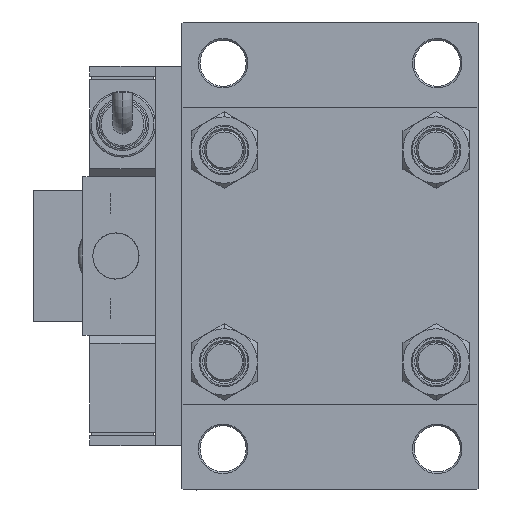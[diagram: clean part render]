
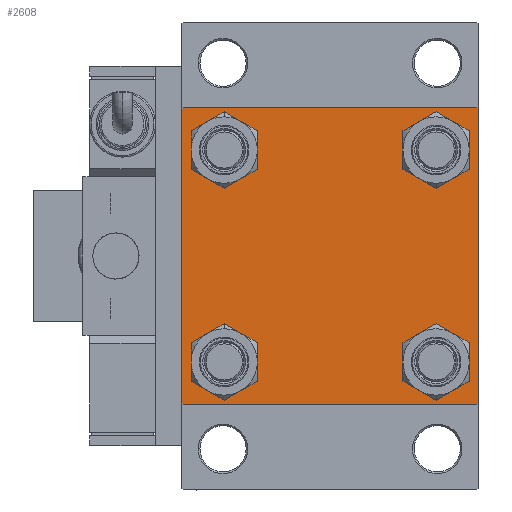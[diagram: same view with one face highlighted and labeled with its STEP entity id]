
A CAD part, left-side view. The second image highlights one B-rep face of the part: STEP entity #2608.
In plain terms, the highlighted planar face has unit normal (-1, 0, 0).
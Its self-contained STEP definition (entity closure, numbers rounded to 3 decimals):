
#372 = DIRECTION ( 'NONE',  ( 1., 0., 0. ) ) ;
#1084 = VECTOR ( 'NONE', #27506, 1000. ) ;
#1526 = VECTOR ( 'NONE', #55177, 1000. ) ;
#1678 = CARTESIAN_POINT ( 'NONE',  ( 0., 32.15, -38.65 ) ) ;
#1761 = EDGE_CURVE ( 'NONE', #45807, #41400, #2030, .T. ) ;
#2030 = LINE ( 'NONE', #7171, #38338 ) ;
#2092 = VERTEX_POINT ( 'NONE', #1678 ) ;
#2323 = DIRECTION ( 'NONE',  ( 0., 0., 1. ) ) ;
#2608 = ADVANCED_FACE ( 'NONE', ( #37783, #12330, #56094, #20634, #42907 ), #4295, .T. ) ;
#2839 = EDGE_CURVE ( 'NONE', #34218, #13772, #34734, .T. ) ;
#2882 = DIRECTION ( 'NONE',  ( 0., 0., 1. ) ) ;
#3029 = DIRECTION ( 'NONE',  ( 0., 0., -1. ) ) ;
#3320 = CIRCLE ( 'NONE', #27990, 6.5 ) ;
#3841 = VECTOR ( 'NONE', #14381, 1000. ) ;
#4034 = ORIENTED_EDGE ( 'NONE', *, *, #52397, .T. ) ;
#4038 = CIRCLE ( 'NONE', #21413, 6.5 ) ;
#4295 = PLANE ( 'NONE',  #32910 ) ;
#4377 = VERTEX_POINT ( 'NONE', #27851 ) ;
#5499 = CARTESIAN_POINT ( 'NONE',  ( 0., 32.15, -32.15 ) ) ;
#5735 = ORIENTED_EDGE ( 'NONE', *, *, #21839, .T. ) ;
#5852 = ORIENTED_EDGE ( 'NONE', *, *, #29404, .T. ) ;
#6357 = ORIENTED_EDGE ( 'NONE', *, *, #29726, .T. ) ;
#6778 = DIRECTION ( 'NONE',  ( 0., 0., 1. ) ) ;
#7171 = CARTESIAN_POINT ( 'NONE',  ( 0., 44.75, -44.75 ) ) ;
#7410 = CARTESIAN_POINT ( 'NONE',  ( 0., -32.15, -38.65 ) ) ;
#7752 = DIRECTION ( 'NONE',  ( 0., 0., 1. ) ) ;
#9004 = EDGE_CURVE ( 'NONE', #4377, #27673, #18380, .T. ) ;
#9053 = CARTESIAN_POINT ( 'NONE',  ( 0., 32.15, -32.15 ) ) ;
#9172 = DIRECTION ( 'NONE',  ( 0., -1., 0. ) ) ;
#9255 = ORIENTED_EDGE ( 'NONE', *, *, #22494, .F. ) ;
#9333 = VECTOR ( 'NONE', #3029, 1000. ) ;
#9391 = EDGE_CURVE ( 'NONE', #27415, #21791, #9819, .T. ) ;
#9818 = CARTESIAN_POINT ( 'NONE',  ( 0., 32.15, 32.15 ) ) ;
#9819 = LINE ( 'NONE', #40966, #48555 ) ;
#10378 = DIRECTION ( 'NONE',  ( 0., 0.707, -0.707 ) ) ;
#10670 = AXIS2_PLACEMENT_3D ( 'NONE', #19796, #14945, #2323 ) ;
#11009 = ORIENTED_EDGE ( 'NONE', *, *, #19226, .F. ) ;
#12047 = CARTESIAN_POINT ( 'NONE',  ( 0., -32.15, 32.15 ) ) ;
#12330 = FACE_BOUND ( 'NONE', #44109, .T. ) ;
#12375 = VERTEX_POINT ( 'NONE', #52338 ) ;
#13772 = VERTEX_POINT ( 'NONE', #26454 ) ;
#14381 = DIRECTION ( 'NONE',  ( 0., 0.707, 0.707 ) ) ;
#14945 = DIRECTION ( 'NONE',  ( 1., 0., 0. ) ) ;
#15355 = DIRECTION ( 'NONE',  ( 1., 0., 0. ) ) ;
#15571 = AXIS2_PLACEMENT_3D ( 'NONE', #41435, #37144, #24571 ) ;
#16528 = CARTESIAN_POINT ( 'NONE',  ( 0., -45., -44.5 ) ) ;
#17355 = EDGE_CURVE ( 'NONE', #13772, #34218, #44373, .T. ) ;
#17816 = CARTESIAN_POINT ( 'NONE',  ( 0., -32.15, 25.65 ) ) ;
#18380 = LINE ( 'NONE', #53546, #1084 ) ;
#19226 = EDGE_CURVE ( 'NONE', #12375, #27673, #42218, .T. ) ;
#19655 = CARTESIAN_POINT ( 'NONE',  ( 0., 45., 45. ) ) ;
#19761 = AXIS2_PLACEMENT_3D ( 'NONE', #12047, #38619, #2882 ) ;
#19796 = CARTESIAN_POINT ( 'NONE',  ( 0., 32.15, 32.15 ) ) ;
#20560 = AXIS2_PLACEMENT_3D ( 'NONE', #9053, #44468, #31054 ) ;
#20634 = FACE_BOUND ( 'NONE', #55985, .T. ) ;
#20864 = VERTEX_POINT ( 'NONE', #40119 ) ;
#21413 = AXIS2_PLACEMENT_3D ( 'NONE', #54846, #23674, #6778 ) ;
#21656 = CARTESIAN_POINT ( 'NONE',  ( 0., 45., -44.5 ) ) ;
#21791 = VERTEX_POINT ( 'NONE', #55668 ) ;
#21839 = EDGE_CURVE ( 'NONE', #21791, #45807, #32796, .T. ) ;
#22121 = CARTESIAN_POINT ( 'NONE',  ( 0., -44.75, 44.75 ) ) ;
#22125 = DIRECTION ( 'NONE',  ( 0., 0., 1. ) ) ;
#22429 = VERTEX_POINT ( 'NONE', #25772 ) ;
#22494 = EDGE_CURVE ( 'NONE', #27415, #22429, #51238, .T. ) ;
#22646 = AXIS2_PLACEMENT_3D ( 'NONE', #9818, #372, #22125 ) ;
#22717 = VERTEX_POINT ( 'NONE', #7410 ) ;
#22969 = DIRECTION ( 'NONE',  ( 0., 0., 1. ) ) ;
#23343 = VECTOR ( 'NONE', #37932, 1000. ) ;
#23674 = DIRECTION ( 'NONE',  ( 1., 0., 0. ) ) ;
#24031 = CARTESIAN_POINT ( 'NONE',  ( 0., 44.5, 45. ) ) ;
#24571 = DIRECTION ( 'NONE',  ( 0., 0., 1. ) ) ;
#25299 = CARTESIAN_POINT ( 'NONE',  ( 0., 44.5, -45. ) ) ;
#25349 = EDGE_CURVE ( 'NONE', #12375, #22429, #53281, .T. ) ;
#25772 = CARTESIAN_POINT ( 'NONE',  ( 0., -44.5, 45. ) ) ;
#26454 = CARTESIAN_POINT ( 'NONE',  ( 0., -32.15, 38.65 ) ) ;
#26810 = ORIENTED_EDGE ( 'NONE', *, *, #31508, .T. ) ;
#27110 = CIRCLE ( 'NONE', #10670, 6.5 ) ;
#27229 = LINE ( 'NONE', #44634, #1526 ) ;
#27289 = CARTESIAN_POINT ( 'NONE',  ( 0., 32.15, -25.65 ) ) ;
#27415 = VERTEX_POINT ( 'NONE', #24031 ) ;
#27506 = DIRECTION ( 'NONE',  ( 0., -0.707, 0.707 ) ) ;
#27673 = VERTEX_POINT ( 'NONE', #16528 ) ;
#27770 = AXIS2_PLACEMENT_3D ( 'NONE', #5499, #34205, #22969 ) ;
#27851 = CARTESIAN_POINT ( 'NONE',  ( 0., -44.5, -45. ) ) ;
#27990 = AXIS2_PLACEMENT_3D ( 'NONE', #40793, #15355, #49650 ) ;
#28508 = CARTESIAN_POINT ( 'NONE',  ( 0., -45., 45. ) ) ;
#29404 = EDGE_CURVE ( 'NONE', #55344, #22717, #4038, .T. ) ;
#29532 = ORIENTED_EDGE ( 'NONE', *, *, #50246, .T. ) ;
#29726 = EDGE_CURVE ( 'NONE', #32912, #2092, #36005, .T. ) ;
#30041 = CARTESIAN_POINT ( 'NONE',  ( 0., 0., 0. ) ) ;
#30129 = ORIENTED_EDGE ( 'NONE', *, *, #49609, .T. ) ;
#31054 = DIRECTION ( 'NONE',  ( 0., 0., 1. ) ) ;
#31508 = EDGE_CURVE ( 'NONE', #2092, #32912, #38830, .T. ) ;
#32794 = CARTESIAN_POINT ( 'NONE',  ( 0., -32.15, -25.65 ) ) ;
#32796 = LINE ( 'NONE', #19655, #9333 ) ;
#32910 = AXIS2_PLACEMENT_3D ( 'NONE', #30041, #33772, #7752 ) ;
#32912 = VERTEX_POINT ( 'NONE', #27289 ) ;
#33772 = DIRECTION ( 'NONE',  ( -1., 0., 0. ) ) ;
#34205 = DIRECTION ( 'NONE',  ( 1., 0., 0. ) ) ;
#34218 = VERTEX_POINT ( 'NONE', #17816 ) ;
#34734 = CIRCLE ( 'NONE', #15571, 6.5 ) ;
#34877 = EDGE_LOOP ( 'NONE', ( #36694, #42021 ) ) ;
#35149 = EDGE_CURVE ( 'NONE', #54635, #20864, #27110, .T. ) ;
#36005 = CIRCLE ( 'NONE', #27770, 6.5 ) ;
#36694 = ORIENTED_EDGE ( 'NONE', *, *, #17355, .T. ) ;
#36761 = VECTOR ( 'NONE', #9172, 1000. ) ;
#37144 = DIRECTION ( 'NONE',  ( 1., 0., 0. ) ) ;
#37783 = FACE_BOUND ( 'NONE', #34877, .T. ) ;
#37932 = DIRECTION ( 'NONE',  ( 0., 0., -1. ) ) ;
#37955 = EDGE_LOOP ( 'NONE', ( #6357, #26810 ) ) ;
#38338 = VECTOR ( 'NONE', #45757, 1000. ) ;
#38619 = DIRECTION ( 'NONE',  ( 1., 0., 0. ) ) ;
#38830 = CIRCLE ( 'NONE', #20560, 6.5 ) ;
#39850 = ORIENTED_EDGE ( 'NONE', *, *, #35149, .T. ) ;
#40119 = CARTESIAN_POINT ( 'NONE',  ( 0., 32.15, 38.65 ) ) ;
#40793 = CARTESIAN_POINT ( 'NONE',  ( 0., -32.15, -32.15 ) ) ;
#40966 = CARTESIAN_POINT ( 'NONE',  ( 0., 44.75, 44.75 ) ) ;
#41400 = VERTEX_POINT ( 'NONE', #25299 ) ;
#41435 = CARTESIAN_POINT ( 'NONE',  ( 0., -32.15, 32.15 ) ) ;
#42021 = ORIENTED_EDGE ( 'NONE', *, *, #2839, .T. ) ;
#42218 = LINE ( 'NONE', #28508, #23343 ) ;
#42907 = FACE_OUTER_BOUND ( 'NONE', #44656, .T. ) ;
#44109 = EDGE_LOOP ( 'NONE', ( #5852, #30129 ) ) ;
#44373 = CIRCLE ( 'NONE', #19761, 6.5 ) ;
#44468 = DIRECTION ( 'NONE',  ( 1., 0., 0. ) ) ;
#44634 = CARTESIAN_POINT ( 'NONE',  ( 0., 45., -45. ) ) ;
#44656 = EDGE_LOOP ( 'NONE', ( #5735, #55632, #29532, #56063, #11009, #46160, #9255, #52673 ) ) ;
#45426 = CIRCLE ( 'NONE', #22646, 6.5 ) ;
#45757 = DIRECTION ( 'NONE',  ( 0., -0.707, -0.707 ) ) ;
#45807 = VERTEX_POINT ( 'NONE', #21656 ) ;
#46160 = ORIENTED_EDGE ( 'NONE', *, *, #25349, .T. ) ;
#48047 = CARTESIAN_POINT ( 'NONE',  ( 0., 45., 45. ) ) ;
#48555 = VECTOR ( 'NONE', #10378, 1000. ) ;
#48661 = CARTESIAN_POINT ( 'NONE',  ( 0., 32.15, 25.65 ) ) ;
#49609 = EDGE_CURVE ( 'NONE', #22717, #55344, #3320, .T. ) ;
#49650 = DIRECTION ( 'NONE',  ( 0., 0., 1. ) ) ;
#50246 = EDGE_CURVE ( 'NONE', #41400, #4377, #27229, .T. ) ;
#51238 = LINE ( 'NONE', #48047, #36761 ) ;
#52338 = CARTESIAN_POINT ( 'NONE',  ( 0., -45., 44.5 ) ) ;
#52397 = EDGE_CURVE ( 'NONE', #20864, #54635, #45426, .T. ) ;
#52673 = ORIENTED_EDGE ( 'NONE', *, *, #9391, .T. ) ;
#53281 = LINE ( 'NONE', #22121, #3841 ) ;
#53546 = CARTESIAN_POINT ( 'NONE',  ( 0., -44.75, -44.75 ) ) ;
#54635 = VERTEX_POINT ( 'NONE', #48661 ) ;
#54846 = CARTESIAN_POINT ( 'NONE',  ( 0., -32.15, -32.15 ) ) ;
#55177 = DIRECTION ( 'NONE',  ( 0., -1., 0. ) ) ;
#55344 = VERTEX_POINT ( 'NONE', #32794 ) ;
#55632 = ORIENTED_EDGE ( 'NONE', *, *, #1761, .T. ) ;
#55668 = CARTESIAN_POINT ( 'NONE',  ( 0., 45., 44.5 ) ) ;
#55985 = EDGE_LOOP ( 'NONE', ( #4034, #39850 ) ) ;
#56063 = ORIENTED_EDGE ( 'NONE', *, *, #9004, .T. ) ;
#56094 = FACE_BOUND ( 'NONE', #37955, .T. ) ;
